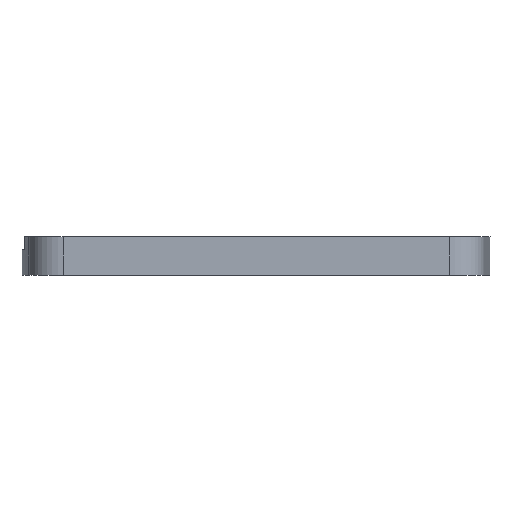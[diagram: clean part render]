
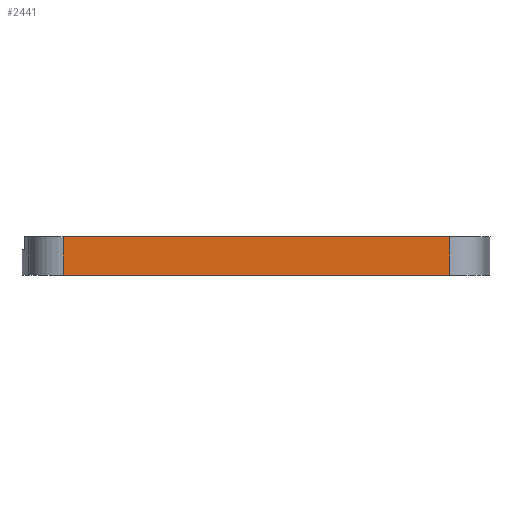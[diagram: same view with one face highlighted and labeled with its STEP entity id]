
A CAD part, front view. The second image highlights one B-rep face of the part: STEP entity #2441.
In plain terms, the highlighted planar face has unit normal (0, -1, 0).
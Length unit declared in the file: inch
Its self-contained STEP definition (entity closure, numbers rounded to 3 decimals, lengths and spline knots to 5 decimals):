
#317 = FACE_OUTER_BOUND ( 'NONE', #2681, .T. ) ;
#406 = LINE ( 'NONE', #2733, #414 ) ;
#412 = LINE ( 'NONE', #2778, #416 ) ;
#414 = VECTOR ( 'NONE', #2879, 39.37008 ) ;
#416 = VECTOR ( 'NONE', #2894, 39.37008 ) ;
#417 = LINE ( 'NONE', #2895, #419 ) ;
#418 = LINE ( 'NONE', #2885, #421 ) ;
#419 = VECTOR ( 'NONE', #2893, 39.37008 ) ;
#421 = VECTOR ( 'NONE', #2883, 39.37008 ) ;
#531 = VERTEX_POINT ( 'NONE', #1420 ) ;
#1420 = CARTESIAN_POINT ( 'NONE',  ( -1.40077, -1.25, -3.86819 ) ) ;
#1763 = CARTESIAN_POINT ( 'NONE',  ( -1.40077, -1.25, -3.58719 ) ) ;
#1773 = CARTESIAN_POINT ( 'NONE',  ( 1.40077, -1.25, -3.58719 ) ) ;
#1854 = CARTESIAN_POINT ( 'NONE',  ( 1.40077, -1.25, -3.86819 ) ) ;
#1881 = VERTEX_POINT ( 'NONE', #1854 ) ;
#1894 = VERTEX_POINT ( 'NONE', #1773 ) ;
#1959 = VERTEX_POINT ( 'NONE', #1763 ) ;
#1984 = DIRECTION ( 'NONE',  ( 0., 0., 1. ) ) ;
#1985 = DIRECTION ( 'NONE',  ( 0., 1., 0. ) ) ;
#1987 = PLANE ( 'NONE',  #3056 ) ;
#2011 = CARTESIAN_POINT ( 'NONE',  ( 1.40077, -1.25, -3.71219 ) ) ;
#2441 = ADVANCED_FACE ( 'NONE', ( #317 ), #1987, .F. ) ;
#2632 = EDGE_CURVE ( 'NONE', #531, #1881, #406, .T. ) ;
#2633 = EDGE_CURVE ( 'NONE', #1959, #531, #412, .T. ) ;
#2635 = EDGE_CURVE ( 'NONE', #1894, #1881, #417, .T. ) ;
#2636 = EDGE_CURVE ( 'NONE', #1959, #1894, #418, .T. ) ;
#2681 = EDGE_LOOP ( 'NONE', ( #2782, #2803, #2827, #2830 ) ) ;
#2733 = CARTESIAN_POINT ( 'NONE',  ( 1.40077, -1.25, -3.86819 ) ) ;
#2778 = CARTESIAN_POINT ( 'NONE',  ( -1.40077, -1.25, -3.71219 ) ) ;
#2782 = ORIENTED_EDGE ( 'NONE', *, *, #2632, .T. ) ;
#2803 = ORIENTED_EDGE ( 'NONE', *, *, #2635, .F. ) ;
#2827 = ORIENTED_EDGE ( 'NONE', *, *, #2636, .F. ) ;
#2830 = ORIENTED_EDGE ( 'NONE', *, *, #2633, .T. ) ;
#2879 = DIRECTION ( 'NONE',  ( 1., 0., 0. ) ) ;
#2883 = DIRECTION ( 'NONE',  ( 1., 0., 0. ) ) ;
#2885 = CARTESIAN_POINT ( 'NONE',  ( -1.40077, -1.25, -3.58719 ) ) ;
#2893 = DIRECTION ( 'NONE',  ( 0., 0., -1. ) ) ;
#2894 = DIRECTION ( 'NONE',  ( 0., 0., -1. ) ) ;
#2895 = CARTESIAN_POINT ( 'NONE',  ( 1.40077, -1.25, -3.71219 ) ) ;
#3056 = AXIS2_PLACEMENT_3D ( 'NONE', #2011, #1985, #1984 ) ;
